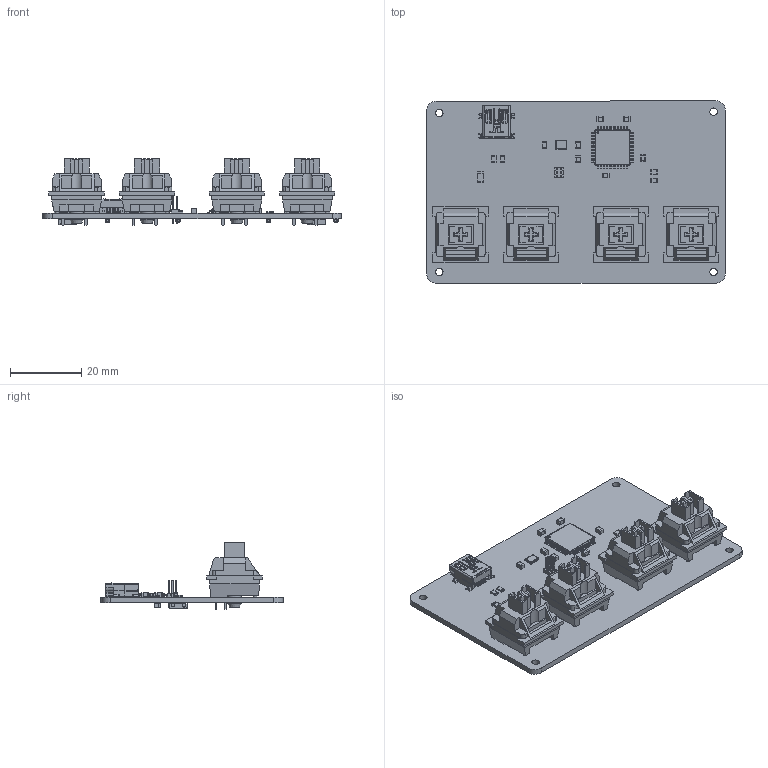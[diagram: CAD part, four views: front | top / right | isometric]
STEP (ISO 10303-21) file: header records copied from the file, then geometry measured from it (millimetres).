
FILE_DESCRIPTION(('KiCad electronic assembly'),'2;1');
FILE_NAME('muse-dash-pcb.step','2025-01-02T00:39:04',('Pcbnew'),('Kicad' ),'Open CASCADE STEP processor 7.8','KiCad to STEP converter', 'Unknown');
FILE_SCHEMA(('AUTOMOTIVE_DESIGN { 1 0 10303 214 1 1 1 1 }'));
Length unit declared in the file: millimetre
Products named in the file (22): muse-dash-pcb 1; R_0805_2012Metric; CherryMX; REDragon-MX-ZT02; C_0805_2012Metric; Crystal_SMD_3225-4Pin_3.2x2.5mm_HandSoldering; PinHeader_2x03_P1.00mm_Vertical; PinHeader_2x03_P100mm_Vertical; Fuse_1206_3216Metric; USB_Mini-B_Lumberg_2486_01_Horizontal; TQFP-44_10x10mm_P0.8mm; TQFP_44_10x10mm_P08mm; LED_WS2812B_PLCC4_5.0x5.0mm_P3.2mm; LED_WS2812B_PLCC4_50x50mm_P32mm; D_0805_2012Metric; D_0805; _autosave-muse-dash-pcb_PCB
Assembly tree (39 placements, depth 3):
  muse-dash-pcb 1
    R_0805_2012Metric  x4
      R_0805_2012Metric
    CherryMX  x4
      REDragon-MX-ZT02
    C_0805_2012Metric  x9
      C_0805_2012Metric
    Crystal_SMD_3225-4Pin_3.2x2.5mm_HandSoldering
      Crystal_SMD_3225-4Pin_3.2x2.5mm_HandSoldering
    PinHeader_2x03_P1.00mm_Vertical
      PinHeader_2x03_P100mm_Vertical
    Fuse_1206_3216Metric
      Fuse_1206_3216Metric
    USB_Mini-B_Lumberg_2486_01_Horizontal
      USB_Mini-B_Lumberg_2486_01_Horizontal
    TQFP-44_10x10mm_P0.8mm
      TQFP_44_10x10mm_P08mm
    LED_WS2812B_PLCC4_5.0x5.0mm_P3.2mm  x2
      LED_WS2812B_PLCC4_50x50mm_P32mm
    D_0805_2012Metric  x4
      D_0805
    _autosave-muse-dash-pcb_PCB
Bounding box: 84.11 x 51.33 x 18.7 mm (x, y, z)
Volume: 14086 mm3; surface area: 16573.9 mm2
Topology: 41 solids, 41 shells, 2731 faces, 7433 edges, 4821 vertices
Faces by surface type: plane 1966, cylinder 681, bspline 76, cone 6, torus 2
Full cylindrical faces by diameter (mm): 0.5 x7, 0.8 x2, 1 x10, 1.5 x8, 1.7 x8, 2.1 x4, 3.333 x2, 3.8 x4, 4 x4
Entity records: 68483 total; most frequent: CARTESIAN_POINT 12576, ORIENTED_EDGE 9562, DIRECTION 9031, EDGE_CURVE 4781, LINE 3779, VECTOR 3779, VERTEX_POINT 3075, AXIS2_PLACEMENT_3D 2626
